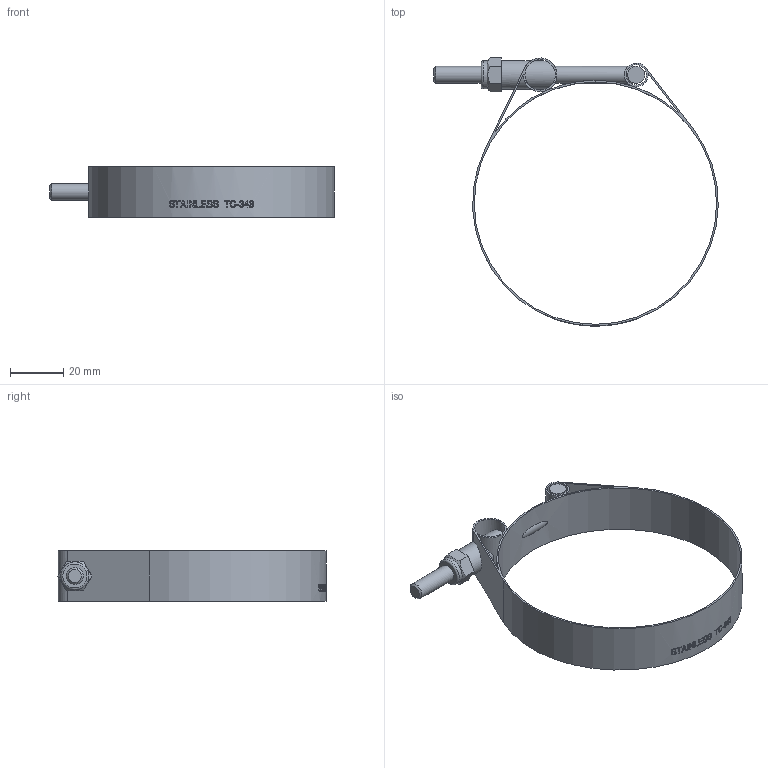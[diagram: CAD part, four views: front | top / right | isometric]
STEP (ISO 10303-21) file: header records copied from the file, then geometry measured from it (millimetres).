
FILE_DESCRIPTION(/* description */ ('3 7/16" - 3 3/4" T-BOLT CLAMP'),/* implementation_level */ '2;1');
FILE_NAME(/* name */ 'TC343A.stp',/* time_stamp */ '2020-07-23T08:56:37-04:00',/* author */ ('DLC'),/* organization */ (''),/* preprocessor_version */ 'ST-DEVELOPER v17.2',/* originating_system */ 'Autodesk Inventor 2019',/* authorisation */ '');
FILE_SCHEMA (('AUTOMOTIVE_DESIGN { 1 0 10303 214 3 1 1 }'));
Length unit declared in the file: inch
Products named in the file (1): TC343A
Bounding box: 107.04 x 100.89 x 19.05 mm (x, y, z)
Volume: 9258.6 mm3; surface area: 17136.2 mm2
Topology: 1 solids, 1 shells, 235 faces, 644 edges, 428 vertices
Faces by surface type: plane 100, bspline 95, cylinder 37, cone 2, torus 1
Full cylindrical faces by diameter (mm): 6.35 x4, 7.62 x1, 10.541 x1, 10.795 x2, 11.43 x1, 91.186 x1
Entity records: 23148 total; most frequent: CARTESIAN_POINT 17878, ORIENTED_EDGE 1288, DIRECTION 727, EDGE_CURVE 644, VERTEX_POINT 428, B_SPLINE_CURVE_WITH_KNOTS 285, EDGE_LOOP 268, LINE 259
